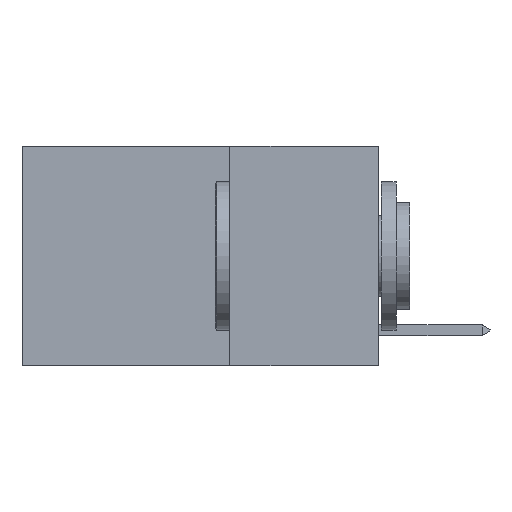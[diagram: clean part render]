
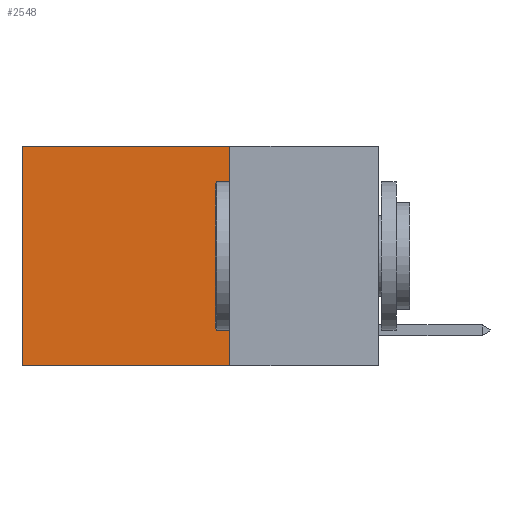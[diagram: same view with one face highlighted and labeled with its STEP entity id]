
A CAD part, left-side view. The second image highlights one B-rep face of the part: STEP entity #2548.
In plain terms, the highlighted planar face has unit normal (-1, 0, 0).
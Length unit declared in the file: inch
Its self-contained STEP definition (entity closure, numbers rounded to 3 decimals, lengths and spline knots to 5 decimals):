
#434 = PLANE ( 'NONE',  #20745 ) ;
#1558 = LINE ( 'NONE', #25813, #19625 ) ;
#2190 = CARTESIAN_POINT ( 'NONE',  ( 0.2625, 0.6, 0. ) ) ;
#2295 = VERTEX_POINT ( 'NONE', #14424 ) ;
#2548 = ADVANCED_FACE ( 'NONE', ( #24710 ), #434, .F. ) ;
#4469 = EDGE_CURVE ( 'NONE', #28409, #9661, #1558, .T. ) ;
#4503 = DIRECTION ( 'NONE',  ( 1., 0., 0. ) ) ;
#6192 = DIRECTION ( 'NONE',  ( 0., 1., 0. ) ) ;
#6627 = EDGE_LOOP ( 'NONE', ( #21906, #21092, #12636, #18940 ) ) ;
#9661 = VERTEX_POINT ( 'NONE', #12783 ) ;
#12594 = CARTESIAN_POINT ( 'NONE',  ( 0.2625, 0.25, 0. ) ) ;
#12636 = ORIENTED_EDGE ( 'NONE', *, *, #27551, .F. ) ;
#12783 = CARTESIAN_POINT ( 'NONE',  ( 0.2625, 0.6, -0.37 ) ) ;
#13218 = DIRECTION ( 'NONE',  ( 0., 0., -1. ) ) ;
#14424 = CARTESIAN_POINT ( 'NONE',  ( 0.2625, 0.6, 0. ) ) ;
#15191 = EDGE_CURVE ( 'NONE', #21758, #2295, #18979, .T. ) ;
#18773 = CARTESIAN_POINT ( 'NONE',  ( 0.2625, 0.25, 0. ) ) ;
#18940 = ORIENTED_EDGE ( 'NONE', *, *, #15191, .T. ) ;
#18979 = LINE ( 'NONE', #27980, #21894 ) ;
#19282 = DIRECTION ( 'NONE',  ( 0., 1., 0. ) ) ;
#19373 = EDGE_CURVE ( 'NONE', #2295, #9661, #25733, .T. ) ;
#19625 = VECTOR ( 'NONE', #19282, 39.37008 ) ;
#20745 = AXIS2_PLACEMENT_3D ( 'NONE', #22080, #4503, #28636 ) ;
#21092 = ORIENTED_EDGE ( 'NONE', *, *, #4469, .F. ) ;
#21256 = VECTOR ( 'NONE', #21457, 39.37008 ) ;
#21457 = DIRECTION ( 'NONE',  ( 0., 0., -1. ) ) ;
#21758 = VERTEX_POINT ( 'NONE', #18773 ) ;
#21894 = VECTOR ( 'NONE', #6192, 39.37008 ) ;
#21906 = ORIENTED_EDGE ( 'NONE', *, *, #19373, .T. ) ;
#22080 = CARTESIAN_POINT ( 'NONE',  ( 0.2625, 0.25, 0. ) ) ;
#22988 = VECTOR ( 'NONE', #13218, 39.37008 ) ;
#23647 = LINE ( 'NONE', #12594, #21256 ) ;
#24554 = CARTESIAN_POINT ( 'NONE',  ( 0.2625, 0.25, -0.37 ) ) ;
#24710 = FACE_OUTER_BOUND ( 'NONE', #6627, .T. ) ;
#25733 = LINE ( 'NONE', #2190, #22988 ) ;
#25813 = CARTESIAN_POINT ( 'NONE',  ( 0.2625, 0.25, -0.37 ) ) ;
#27551 = EDGE_CURVE ( 'NONE', #21758, #28409, #23647, .T. ) ;
#27980 = CARTESIAN_POINT ( 'NONE',  ( 0.2625, 0.25, 0. ) ) ;
#28409 = VERTEX_POINT ( 'NONE', #24554 ) ;
#28636 = DIRECTION ( 'NONE',  ( 0., 0., -1. ) ) ;
